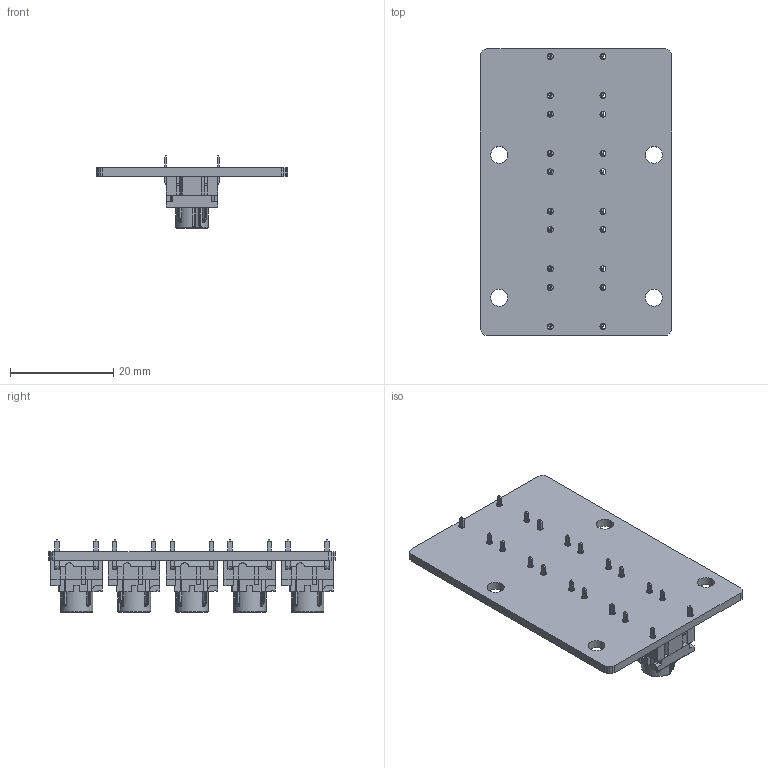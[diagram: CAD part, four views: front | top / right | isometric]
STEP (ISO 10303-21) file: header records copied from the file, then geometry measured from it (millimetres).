
FILE_DESCRIPTION(('Open CASCADE Model'),'2;1');
FILE_NAME('Open CASCADE Shape Model','2017-04-09T10:33:10',('Author'),( 'Open CASCADE'),'Open CASCADE STEP processor 6.2','Open CASCADE 6.2' ,'Unknown');
FILE_SCHEMA(('AUTOMOTIVE_DESIGN { 1 0 10303 214 1 1 1 1 }'));
Length unit declared in the file: millimetre
Products named in the file (8): PCB; Board; K_H1; 懦伎詢簽偌聽; K_H2; K_H3; K_H4; K_H5
Assembly tree (11 placements, depth 3):
  PCB
    Board
    K_H1
      懦伎詢簽偌聽
    K_H2
      懦伎詢簽偌聽
    K_H3
      懦伎詢簽偌聽
    K_H4
      懦伎詢簽偌聽
    K_H5
      懦伎詢簽偌聽
Bounding box: 37.08 x 55.5 x 13.96 mm (x, y, z)
Volume: 6197.5 mm3; surface area: 8965.9 mm2
Topology: 16 solids, 16 shells, 1451 faces, 3902 edges, 2513 vertices
Faces by surface type: plane 982, cylinder 279, bspline 120, cone 45, torus 25
Full cylindrical faces by diameter (mm): 1.168 x20, 3.3 x4
Entity records: 27238 total; most frequent: CARTESIAN_POINT 9380, DIRECTION 2884, LINE 1792, VECTOR 1792, ORIENTED_EDGE 1772, PCURVE 1772, DEFINITIONAL_REPRESENTATION 1772, EDGE_CURVE 886
